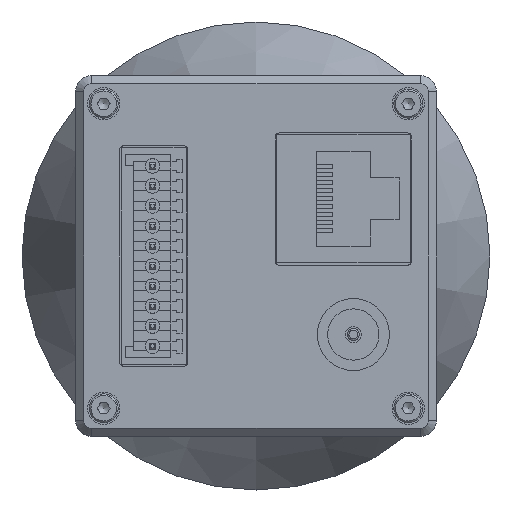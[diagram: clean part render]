
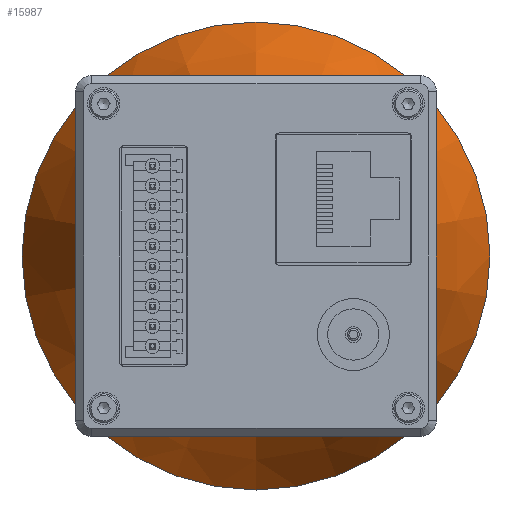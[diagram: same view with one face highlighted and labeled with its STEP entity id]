
A CAD part, front view. The second image highlights one B-rep face of the part: STEP entity #15987.
In plain terms, the highlighted conical face has half-angle 24.253 degrees and reference radius 29.2 mm.
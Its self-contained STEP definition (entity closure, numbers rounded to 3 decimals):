
#7619 = AXIS2_PLACEMENT_3D ( 'NONE', #38961, #10598, #17209 ) ;
#10598 = DIRECTION ( 'NONE',  ( 0., 1., 0. ) ) ;
#15987 = ADVANCED_FACE ( 'NONE', ( #79939, #63949 ), #64077, .T. ) ;
#17209 = DIRECTION ( 'NONE',  ( 0., 0., 1. ) ) ;
#25338 = CARTESIAN_POINT ( 'NONE',  ( 0., 26.23, 0. ) ) ;
#33330 = CIRCLE ( 'NONE', #52893, 17.95 ) ;
#37189 = ORIENTED_EDGE ( 'NONE', *, *, #73500, .F. ) ;
#38961 = CARTESIAN_POINT ( 'NONE',  ( 0., 51.201, 0. ) ) ;
#39861 = AXIS2_PLACEMENT_3D ( 'NONE', #58694, #87021, #93193 ) ;
#46442 = EDGE_CURVE ( 'NONE', #79602, #79602, #33330, .T. ) ;
#46620 = DIRECTION ( 'NONE',  ( 0., 1., 0. ) ) ;
#52893 = AXIS2_PLACEMENT_3D ( 'NONE', #25338, #46620, #53715 ) ;
#53715 = DIRECTION ( 'NONE',  ( 0., 0., 1. ) ) ;
#58694 = CARTESIAN_POINT ( 'NONE',  ( 0., 51.201, 0. ) ) ;
#63949 = FACE_BOUND ( 'NONE', #86086, .T. ) ;
#64077 = CONICAL_SURFACE ( 'NONE', #39861, 29.2, 0.423 ) ;
#65015 = CIRCLE ( 'NONE', #7619, 29.2 ) ;
#65017 = VERTEX_POINT ( 'NONE', #92416 ) ;
#73500 = EDGE_CURVE ( 'NONE', #65017, #65017, #65015, .T. ) ;
#74857 = EDGE_LOOP ( 'NONE', ( #37189 ) ) ;
#79602 = VERTEX_POINT ( 'NONE', #86691 ) ;
#79939 = FACE_OUTER_BOUND ( 'NONE', #74857, .T. ) ;
#80570 = ORIENTED_EDGE ( 'NONE', *, *, #46442, .T. ) ;
#86086 = EDGE_LOOP ( 'NONE', ( #80570 ) ) ;
#86691 = CARTESIAN_POINT ( 'NONE',  ( 0., 26.23, 17.95 ) ) ;
#87021 = DIRECTION ( 'NONE',  ( 0., 1., 0. ) ) ;
#92416 = CARTESIAN_POINT ( 'NONE',  ( 0., 51.201, 29.2 ) ) ;
#93193 = DIRECTION ( 'NONE',  ( 0., 0., 1. ) ) ;
